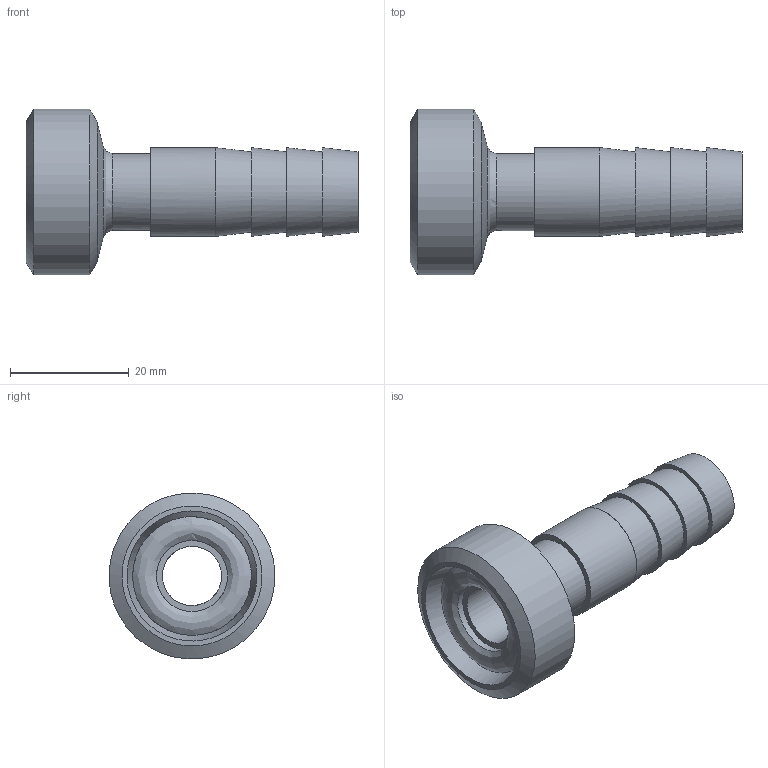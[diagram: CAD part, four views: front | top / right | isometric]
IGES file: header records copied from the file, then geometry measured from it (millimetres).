
Global section: file name: 26010010000; native system: Autodesk Inventor 2015; preprocessor: unknown; author: Struska Martin; date: 20160308.112939; units: millimetre
Bounding box: 56 x 27.99 x 27.95 mm (x, y, z)
Volume: 9208.4 mm3; surface area: 5959.3 mm2
Topology: 1 solids, 1 shells, 24 faces, 67 edges, 51 vertices
Faces by surface type: bspline 24
